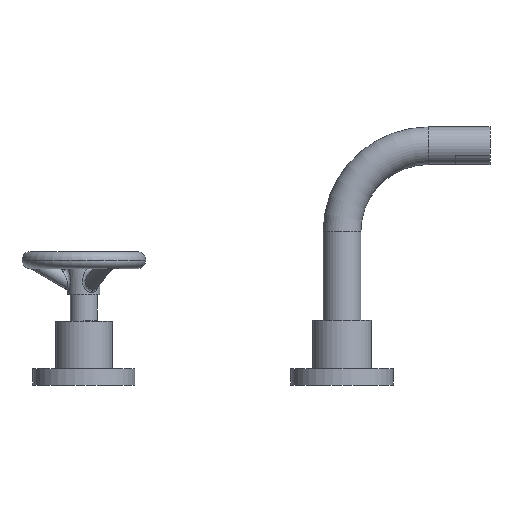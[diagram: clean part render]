
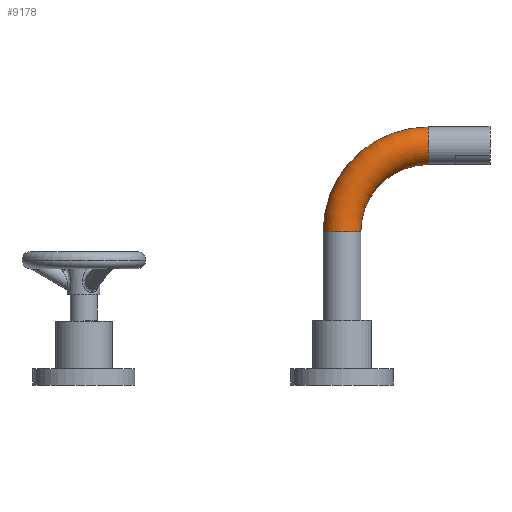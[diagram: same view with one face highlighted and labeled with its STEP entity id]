
A CAD part, left-side view. The second image highlights one B-rep face of the part: STEP entity #9178.
In plain terms, the highlighted toroidal (fillet/blend) face has major radius 50.8 mm and minor radius 11.113 mm.
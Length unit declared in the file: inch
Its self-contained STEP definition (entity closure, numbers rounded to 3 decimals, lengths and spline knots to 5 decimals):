
#8888=CARTESIAN_POINT('',(0.,-2.,5.56));
#8889=DIRECTION('',(0.,1.,0.));
#8890=DIRECTION('',(0.,0.,-1.));
#8891=AXIS2_PLACEMENT_3D('',#8888,#8889,#8890);
#8896=CARTESIAN_POINT('',(0.,-2.,3.56));
#8897=DIRECTION('',(-1.,0.,0.));
#8898=DIRECTION('',(0.,0.,1.));
#8899=AXIS2_PLACEMENT_3D('',#8896,#8897,#8898);
#8912=CARTESIAN_POINT('',(0.,-2.,3.56));
#8913=DIRECTION('',(-1.,0.,0.));
#8914=DIRECTION('',(0.,0.,1.));
#8915=AXIS2_PLACEMENT_3D('',#8912,#8913,#8914);
#9043=CARTESIAN_POINT('',(0.,0.,3.56));
#9044=DIRECTION('',(0.,0.,-1.));
#9045=DIRECTION('',(0.,-1.,0.));
#9046=AXIS2_PLACEMENT_3D('',#9043,#9044,#9045);
#9062=CARTESIAN_POINT('',(0.,-2.,5.9975));
#9063=CARTESIAN_POINT('',(0.,-2.,5.1225));
#9064=VERTEX_POINT('',#9062);
#9065=VERTEX_POINT('',#9063);
#9066=CARTESIAN_POINT('',(0.,0.4375,3.56));
#9067=CARTESIAN_POINT('',(0.,-0.4375,3.56));
#9068=VERTEX_POINT('',#9066);
#9069=VERTEX_POINT('',#9067);
#9164=CARTESIAN_POINT('',(0.,-2.,3.56));
#9165=DIRECTION('',(-1.,0.,0.));
#9166=DIRECTION('',(0.,0.,-1.));
#9167=AXIS2_PLACEMENT_3D('',#9164,#9165,#9166);
#9168=TOROIDAL_SURFACE('',#9167,2.,0.4375);
#9169=ORIENTED_EDGE('',*,*,#9152,.F.);
#9171=ORIENTED_EDGE('',*,*,#9170,.T.);
#9173=ORIENTED_EDGE('',*,*,#9172,.T.);
#9175=ORIENTED_EDGE('',*,*,#9174,.F.);
#9176=EDGE_LOOP('',(#9169,#9171,#9173,#9175));
#9177=FACE_OUTER_BOUND('',#9176,.F.);
#8892=CIRCLE('',#8891,0.4375);
#8900=CIRCLE('',#8899,1.5625);
#8916=CIRCLE('',#8915,2.4375);
#9047=CIRCLE('',#9046,0.4375);
#9152=EDGE_CURVE('',#9065,#9064,#8892,.T.);
#9170=EDGE_CURVE('',#9065,#9069,#8900,.T.);
#9172=EDGE_CURVE('',#9069,#9068,#9047,.T.);
#9174=EDGE_CURVE('',#9064,#9068,#8916,.T.);
#9178=ADVANCED_FACE('',(#9177),#9168,.T.);
